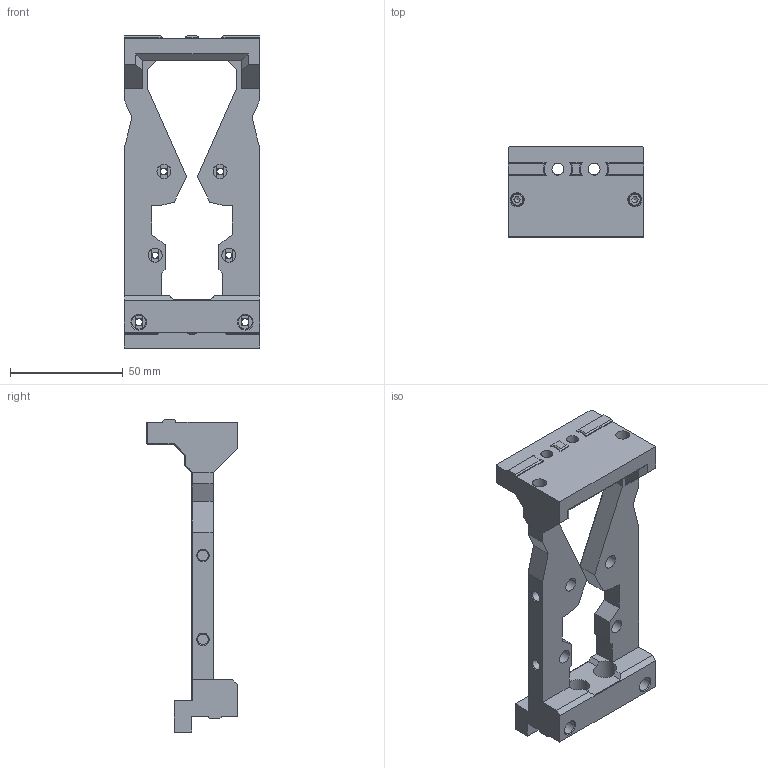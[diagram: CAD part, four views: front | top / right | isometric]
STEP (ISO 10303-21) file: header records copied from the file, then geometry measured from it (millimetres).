
FILE_DESCRIPTION(/* description */ (''),/* implementation_level */ '2;1');
FILE_NAME(/* name */ 'Frame - Crossbar Short.step',/* time_stamp */ '2025-11-09T07:30:16+11:00',/* author */ (''),/* organization */ (''),/* preprocessor_version */ 'ST-DEVELOPER v20.1',/* originating_system */ 'Autodesk Translation Framework v14.21.0.0',/* authorisation */ '');
FILE_SCHEMA (('AUTOMOTIVE_DESIGN { 1 0 10303 214 3 1 1 }'));
Length unit declared in the file: millimetre
Products named in the file (12): Dock; Assembly Hardware; Bottom Hardware; M3 Threaded Insert (3)_1_1; Top M3x16 SHCS; M3x16 SHCS; Left (1); Right (1); Bottom Crossbar; Top Crossbar; Heat Inserts (2) (1); M3 Threaded Insert (3)_1_2
Assembly tree (18 placements, depth 3):
  Dock
    Assembly Hardware
      M3x16 SHCS  x2
    Bottom Hardware
      M3 Threaded Insert (3)_1_1  x2
    Top M3x16 SHCS
      M3x16 SHCS  x2
    Left (1)
    Right (1)
    Bottom Crossbar
    Top Crossbar
    Heat Inserts (2) (1)
      M3 Threaded Insert (3)_1_2  x4
Bounding box: 60 x 40 x 138.17 mm (x, y, z)
Volume: 78148.4 mm3; surface area: 33396 mm2
Topology: 14 solids, 16 shells, 1185 faces, 3223 edges, 2120 vertices
Faces by surface type: bspline 470, plane 347, cylinder 244, cone 116, torus 8
Full cylindrical faces by diameter (mm): 2.8 x10, 3 x6, 3.2 x12, 4.1 x6, 4.25 x12, 4.7 x12, 5.3 x4, 5.5 x4, 6.2 x10, 10.3 x4
Entity records: 29551 total; most frequent: CARTESIAN_POINT 14420, ORIENTED_EDGE 3274, DIRECTION 2803, EDGE_CURVE 1637, VERTEX_POINT 1067, AXIS2_PLACEMENT_3D 1017, LINE 769, VECTOR 769
